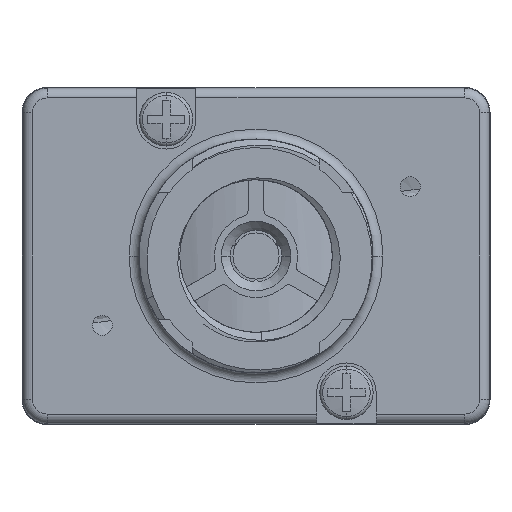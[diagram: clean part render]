
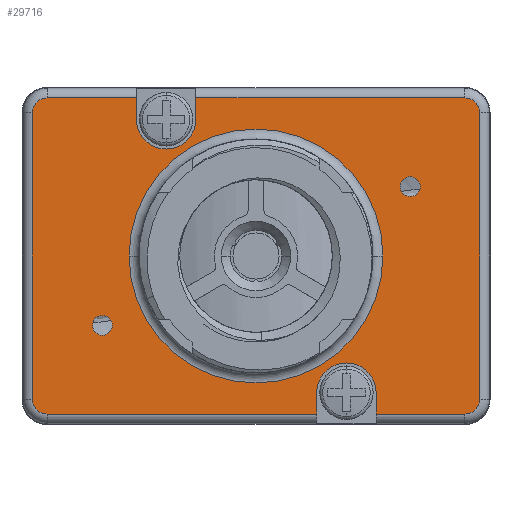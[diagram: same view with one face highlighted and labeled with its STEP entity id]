
A CAD part, front view. The second image highlights one B-rep face of the part: STEP entity #29716.
In plain terms, the highlighted planar face has unit normal (0, -1, 0).
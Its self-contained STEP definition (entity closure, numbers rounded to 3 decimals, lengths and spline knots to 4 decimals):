
#5173=CARTESIAN_POINT('',(0.4565,-0.385,-0.69));
#5174=DIRECTION('',(0.,-1.,0.));
#5175=DIRECTION('',(1.,0.,0.));
#5176=AXIS2_PLACEMENT_3D('',#5173,#5174,#5175);
#5178=DIRECTION('',(0.,0.,1.));
#5179=VECTOR('',#5178,0.1075);
#5180=CARTESIAN_POINT('',(0.3065,-0.385,-0.7975));
#5181=LINE('',#5180,#5179);
#5182=DIRECTION('',(0.,0.,-1.));
#5183=VECTOR('',#5182,0.1075);
#5184=CARTESIAN_POINT('',(-0.6035,-0.385,0.7975));
#5185=LINE('',#5184,#5183);
#5186=CARTESIAN_POINT('',(-0.4535,-0.385,0.69));
#5187=DIRECTION('',(0.,-1.,0.));
#5188=DIRECTION('',(-1.,0.,0.));
#5189=AXIS2_PLACEMENT_3D('',#5186,#5187,#5188);
#5191=DIRECTION('',(0.,0.,-1.));
#5192=VECTOR('',#5191,0.1075);
#5193=CARTESIAN_POINT('',(-0.3035,-0.385,0.7975));
#5194=LINE('',#5193,#5192);
#5195=DIRECTION('',(0.,0.,1.));
#5196=VECTOR('',#5195,0.1075);
#5197=CARTESIAN_POINT('',(0.6065,-0.385,-0.7975));
#5198=LINE('',#5197,#5196);
#5199=CARTESIAN_POINT('',(0.7785,-0.385,0.35));
#5200=DIRECTION('',(0.,-1.,0.));
#5201=DIRECTION('',(1.,0.,0.));
#5202=AXIS2_PLACEMENT_3D('',#5199,#5200,#5201);
#5204=CARTESIAN_POINT('',(0.7785,-0.385,0.35));
#5205=DIRECTION('',(0.,-1.,0.));
#5206=DIRECTION('',(-1.,0.,0.));
#5207=AXIS2_PLACEMENT_3D('',#5204,#5205,#5206);
#5209=CARTESIAN_POINT('',(-0.7755,-0.385,-0.35));
#5210=DIRECTION('',(0.,-1.,0.));
#5211=DIRECTION('',(1.,0.,0.));
#5212=AXIS2_PLACEMENT_3D('',#5209,#5210,#5211);
#5214=CARTESIAN_POINT('',(-0.7755,-0.385,-0.35));
#5215=DIRECTION('',(0.,-1.,0.));
#5216=DIRECTION('',(-1.,0.,0.));
#5217=AXIS2_PLACEMENT_3D('',#5214,#5215,#5216);
#5228=DIRECTION('',(1.,0.,0.));
#5229=VECTOR('',#5228,0.447);
#5230=CARTESIAN_POINT('',(0.6065,-0.385,-0.7975));
#5231=LINE('',#5230,#5229);
#5236=CARTESIAN_POINT('',(1.0535,-0.385,-0.7225));
#5237=DIRECTION('',(0.,-1.,0.));
#5238=DIRECTION('',(0.,0.,-1.));
#5239=AXIS2_PLACEMENT_3D('',#5236,#5237,#5238);
#5256=DIRECTION('',(0.,0.,1.));
#5257=VECTOR('',#5256,1.445);
#5258=CARTESIAN_POINT('',(1.1285,-0.385,-0.7225));
#5259=LINE('',#5258,#5257);
#5264=CARTESIAN_POINT('',(1.0535,-0.385,0.7225));
#5265=DIRECTION('',(0.,-1.,0.));
#5266=DIRECTION('',(1.,0.,0.));
#5267=AXIS2_PLACEMENT_3D('',#5264,#5265,#5266);
#5288=DIRECTION('',(-1.,0.,0.));
#5289=VECTOR('',#5288,1.357);
#5290=CARTESIAN_POINT('',(1.0535,-0.385,0.7975));
#5291=LINE('',#5290,#5289);
#5310=DIRECTION('',(-1.,0.,0.));
#5311=VECTOR('',#5310,0.45);
#5312=CARTESIAN_POINT('',(-0.6035,-0.385,0.7975));
#5313=LINE('',#5312,#5311);
#5318=CARTESIAN_POINT('',(-1.0535,-0.385,0.7225));
#5319=DIRECTION('',(0.,-1.,0.));
#5320=DIRECTION('',(0.,0.,1.));
#5321=AXIS2_PLACEMENT_3D('',#5318,#5319,#5320);
#5333=DIRECTION('',(0.,0.,-1.));
#5334=VECTOR('',#5333,1.445);
#5335=CARTESIAN_POINT('',(-1.1285,-0.385,0.7225));
#5336=LINE('',#5335,#5334);
#5346=CARTESIAN_POINT('',(-1.0535,-0.385,-0.7225));
#5347=DIRECTION('',(0.,-1.,0.));
#5348=DIRECTION('',(-1.,0.,0.));
#5349=AXIS2_PLACEMENT_3D('',#5346,#5347,#5348);
#5370=DIRECTION('',(1.,0.,0.));
#5371=VECTOR('',#5370,1.36);
#5372=CARTESIAN_POINT('',(-1.0535,-0.385,-0.7975));
#5373=LINE('',#5372,#5371);
#12022=CARTESIAN_POINT('',(0.,-0.385,0.));
#12023=DIRECTION('',(0.,-1.,0.));
#12024=DIRECTION('',(1.,0.,0.));
#12025=AXIS2_PLACEMENT_3D('',#12022,#12023,#12024);
#12037=CARTESIAN_POINT('',(0.,-0.385,0.));
#12038=DIRECTION('',(0.,-1.,0.));
#12039=DIRECTION('',(-1.,0.,0.));
#12040=AXIS2_PLACEMENT_3D('',#12037,#12038,#12039);
#20825=CARTESIAN_POINT('',(1.1285,-0.385,-0.7225));
#20826=CARTESIAN_POINT('',(1.1285,-0.385,0.7225));
#20827=VERTEX_POINT('',#20825);
#20828=VERTEX_POINT('',#20826);
#20833=CARTESIAN_POINT('',(1.0535,-0.385,0.7975));
#20834=VERTEX_POINT('',#20833);
#20837=CARTESIAN_POINT('',(-1.0535,-0.385,0.7975));
#20838=CARTESIAN_POINT('',(-1.1285,-0.385,0.7225));
#20839=VERTEX_POINT('',#20837);
#20840=VERTEX_POINT('',#20838);
#20845=CARTESIAN_POINT('',(-1.1285,-0.385,-0.7225));
#20846=VERTEX_POINT('',#20845);
#20849=CARTESIAN_POINT('',(-1.0535,-0.385,-0.7975));
#20850=VERTEX_POINT('',#20849);
#20853=CARTESIAN_POINT('',(1.0535,-0.385,-0.7975));
#20854=VERTEX_POINT('',#20853);
#20865=CARTESIAN_POINT('',(0.6065,-0.385,-0.69));
#20866=CARTESIAN_POINT('',(0.3065,-0.385,-0.69));
#20867=VERTEX_POINT('',#20865);
#20868=VERTEX_POINT('',#20866);
#20869=CARTESIAN_POINT('',(0.3065,-0.385,-0.7975));
#20870=VERTEX_POINT('',#20869);
#20871=CARTESIAN_POINT('',(0.6065,-0.385,-0.7975));
#20872=VERTEX_POINT('',#20871);
#20873=CARTESIAN_POINT('',(-0.6035,-0.385,0.69));
#20874=CARTESIAN_POINT('',(-0.3035,-0.385,0.69));
#20875=VERTEX_POINT('',#20873);
#20876=VERTEX_POINT('',#20874);
#20877=CARTESIAN_POINT('',(-0.3035,-0.385,0.7975));
#20878=VERTEX_POINT('',#20877);
#20879=CARTESIAN_POINT('',(-0.6035,-0.385,0.7975));
#20880=VERTEX_POINT('',#20879);
#21170=CARTESIAN_POINT('',(0.8285,-0.385,0.35));
#21171=CARTESIAN_POINT('',(0.7285,-0.385,0.35));
#21172=VERTEX_POINT('',#21170);
#21173=VERTEX_POINT('',#21171);
#21174=CARTESIAN_POINT('',(-0.7255,-0.385,-0.35));
#21175=CARTESIAN_POINT('',(-0.8255,-0.385,-0.35));
#21176=VERTEX_POINT('',#21174);
#21177=VERTEX_POINT('',#21175);
#21326=CARTESIAN_POINT('',(-0.6405,-0.385,0.));
#21327=CARTESIAN_POINT('',(0.6405,-0.385,0.));
#21328=VERTEX_POINT('',#21326);
#21329=VERTEX_POINT('',#21327);
#29660=CARTESIAN_POINT('',(0.,-0.385,0.));
#29661=DIRECTION('',(0.,-1.,0.));
#29662=DIRECTION('',(1.,0.,0.));
#29663=AXIS2_PLACEMENT_3D('',#29660,#29661,#29662);
#29664=PLANE('',#29663);
#29666=ORIENTED_EDGE('',*,*,#29665,.T.);
#29667=ORIENTED_EDGE('',*,*,#29649,.F.);
#29669=ORIENTED_EDGE('',*,*,#29668,.F.);
#29671=ORIENTED_EDGE('',*,*,#29670,.F.);
#29673=ORIENTED_EDGE('',*,*,#29672,.F.);
#29675=ORIENTED_EDGE('',*,*,#29674,.F.);
#29677=ORIENTED_EDGE('',*,*,#29676,.F.);
#29679=ORIENTED_EDGE('',*,*,#29678,.T.);
#29681=ORIENTED_EDGE('',*,*,#29680,.T.);
#29683=ORIENTED_EDGE('',*,*,#29682,.F.);
#29685=ORIENTED_EDGE('',*,*,#29684,.F.);
#29687=ORIENTED_EDGE('',*,*,#29686,.F.);
#29689=ORIENTED_EDGE('',*,*,#29688,.F.);
#29691=ORIENTED_EDGE('',*,*,#29690,.F.);
#29693=ORIENTED_EDGE('',*,*,#29692,.F.);
#29695=ORIENTED_EDGE('',*,*,#29694,.T.);
#29696=EDGE_LOOP('',(#29666,#29667,#29669,#29671,#29673,#29675,#29677,#29679,
#29681,#29683,#29685,#29687,#29689,#29691,#29693,#29695));
#29697=FACE_OUTER_BOUND('',#29696,.F.);
#29699=ORIENTED_EDGE('',*,*,#29698,.T.);
#29701=ORIENTED_EDGE('',*,*,#29700,.T.);
#29702=EDGE_LOOP('',(#29699,#29701));
#29703=FACE_BOUND('',#29702,.F.);
#29705=ORIENTED_EDGE('',*,*,#29704,.T.);
#29707=ORIENTED_EDGE('',*,*,#29706,.T.);
#29708=EDGE_LOOP('',(#29705,#29707));
#29709=FACE_BOUND('',#29708,.F.);
#29711=ORIENTED_EDGE('',*,*,#29710,.T.);
#29713=ORIENTED_EDGE('',*,*,#29712,.T.);
#29714=EDGE_LOOP('',(#29711,#29713));
#29715=FACE_BOUND('',#29714,.F.);
#29716=ADVANCED_FACE('',(#29697,#29703,#29709,#29715),#29664,.T.);
#5177=CIRCLE('',#5176,0.15);
#5190=CIRCLE('',#5189,0.15);
#5203=CIRCLE('',#5202,0.05);
#5208=CIRCLE('',#5207,0.05);
#5213=CIRCLE('',#5212,0.05);
#5218=CIRCLE('',#5217,0.05);
#5240=CIRCLE('',#5239,0.075);
#5268=CIRCLE('',#5267,0.075);
#5322=CIRCLE('',#5321,0.075);
#5350=CIRCLE('',#5349,0.075);
#12026=CIRCLE('',#12025,0.6405);
#12041=CIRCLE('',#12040,0.6405);
#29649=EDGE_CURVE('',#20870,#20868,#5181,.T.);
#29665=EDGE_CURVE('',#20867,#20868,#5177,.T.);
#29668=EDGE_CURVE('',#20850,#20870,#5373,.T.);
#29670=EDGE_CURVE('',#20846,#20850,#5350,.T.);
#29672=EDGE_CURVE('',#20840,#20846,#5336,.T.);
#29674=EDGE_CURVE('',#20839,#20840,#5322,.T.);
#29676=EDGE_CURVE('',#20880,#20839,#5313,.T.);
#29678=EDGE_CURVE('',#20880,#20875,#5185,.T.);
#29680=EDGE_CURVE('',#20875,#20876,#5190,.T.);
#29682=EDGE_CURVE('',#20878,#20876,#5194,.T.);
#29684=EDGE_CURVE('',#20834,#20878,#5291,.T.);
#29686=EDGE_CURVE('',#20828,#20834,#5268,.T.);
#29688=EDGE_CURVE('',#20827,#20828,#5259,.T.);
#29690=EDGE_CURVE('',#20854,#20827,#5240,.T.);
#29692=EDGE_CURVE('',#20872,#20854,#5231,.T.);
#29694=EDGE_CURVE('',#20872,#20867,#5198,.T.);
#29698=EDGE_CURVE('',#21172,#21173,#5203,.T.);
#29700=EDGE_CURVE('',#21173,#21172,#5208,.T.);
#29704=EDGE_CURVE('',#21176,#21177,#5213,.T.);
#29706=EDGE_CURVE('',#21177,#21176,#5218,.T.);
#29710=EDGE_CURVE('',#21328,#21329,#12041,.T.);
#29712=EDGE_CURVE('',#21329,#21328,#12026,.T.);
